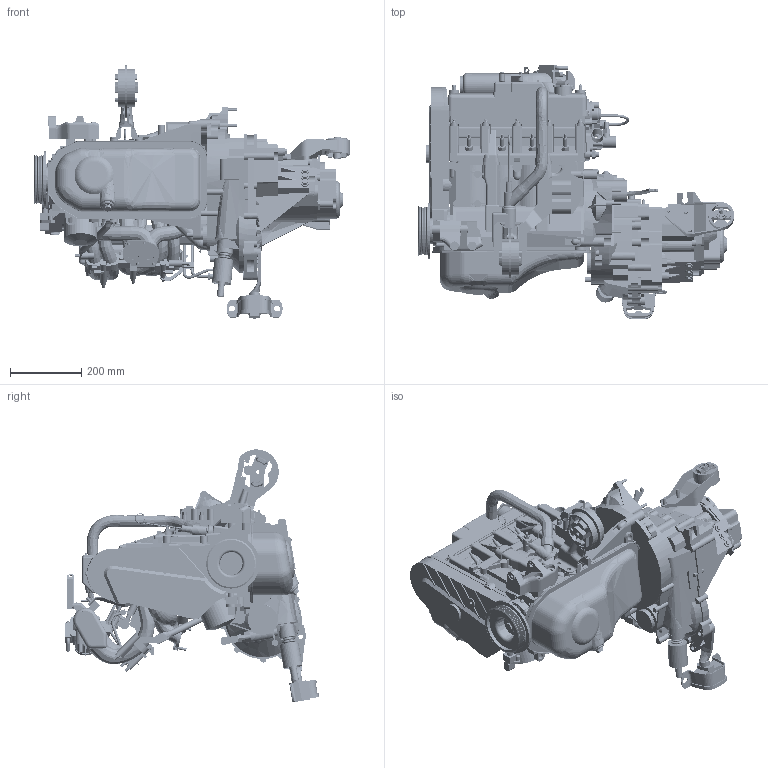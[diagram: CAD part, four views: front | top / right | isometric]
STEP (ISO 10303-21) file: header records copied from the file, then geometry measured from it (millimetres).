
FILE_DESCRIPTION (( 'STEP AP214' ), '1' );
FILE_NAME ('????????? 21083.STEP', '2018-03-26T16:19:52', ( '' ), ( '' ), 'SwSTEP 2.0', 'SolidWorks 2017', '' );
FILE_SCHEMA (( 'AUTOMOTIVE_DESIGN' ));
Length unit declared in the file: millimetre
Products named in the file (39): ????????___ _________; ???? ?? ?12x1.25 L30___ _________; ????? ?????????___ _________; ??????___ _________; ???? ???????????___ _________; ?????? ???????___ _________; ???? ?12x1.25 E14___ _________; ????? ???????___ _________; ????????? ??????????___ _________; ????? ??????___ _________; ?????? ?????????___ _________; ????????? ???????___ _________; ???? ?? ?10x1.25 L23___ _________; ???? ?????___ _________; ????????? ?????___ _________; ????????? ??????___ _________; ????????? ????????___ _________; ????? ????????___ _________; ????????? 21083; ????????? ?????????___ _________; ?????? ?????? ?????___ _________; ??????? ?????___ _________; ????????? ???___ _________; ???????? d32___ _________; ???? ?????????___ _________; ????___ _________; ???????? ?????___ _________; ?????? ????????? ??????????? ????___ _________; ?????? ??????? ?????????___ _________; ??????? ?????????___ _________; ?????? ???????? ????????___ _________
Assembly tree (48 placements, depth 2):
  ????????? 21083
    ???? ?????????___ _________
    ???? ?? ?10x1.25 L23___ _________  x6
    ????????? ???????___ _________
    ??????? ?????___ _________
    ???? ?12x1.25 E14___ _________  x5
    ?????? ?????????___ _________
    ?????? ?????? ?????___ _________
    ????????___ _________
    ????????___ _________
    ????????? ??????????___ _________
    ????????? ??????___ _________
    ???????? ?????___ _________
    ???? ?????????___ _________
    ???? ?????___ _________
    ???? ???????????___ _________
    ???? ?? ?10x1.25 L23___ _________
    ????___ _________
    ???? ?? ?12x1.25 L30___ _________
    ?????? ????????? ??????????? ????___ _________
    ???????? d32___ _________
    ??????___ _________
    ?????? ???????? ????????___ _________
    ????????? ??????????___ _________  x2
    ????????? ?????????___ _________
    ????????? ???___ _________
    ????????___ _________
    ????????? ????????___ _________
    ????????? ???????___ _________
    ?????? ??????? ?????????___ _________
    ?????? ?????????___ _________
    ?????? ???????___ _________
    ?????? ???????___ _________
    ????? ?????????___ _________
    ????????? ?????___ _________
    ????? ???????___ _________
    ????? ??????___ _________
    ????? ????????___ _________
    ??????? ?????????___ _________
Bounding box: 890.18 x 716.42 x 712.24 mm (x, y, z)
Volume: 61790706.2 mm3; surface area: 5710627.7 mm2
Topology: 112 solids, 114 shells, 7361 faces, 19389 edges, 12609 vertices
Faces by surface type: plane 3700, cylinder 2975, cone 271, bspline 203, torus 159, sphere 53
Entity records: 268420 total; most frequent: CARTESIAN_POINT 89005, ORIENTED_EDGE 37276, DIRECTION 37092, EDGE_CURVE 18638, AXIS2_PLACEMENT_3D 13234, VERTEX_POINT 12142, LINE 10624, VECTOR 10624
